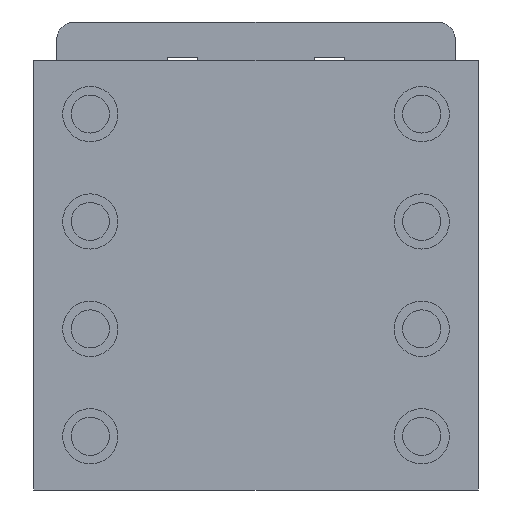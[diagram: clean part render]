
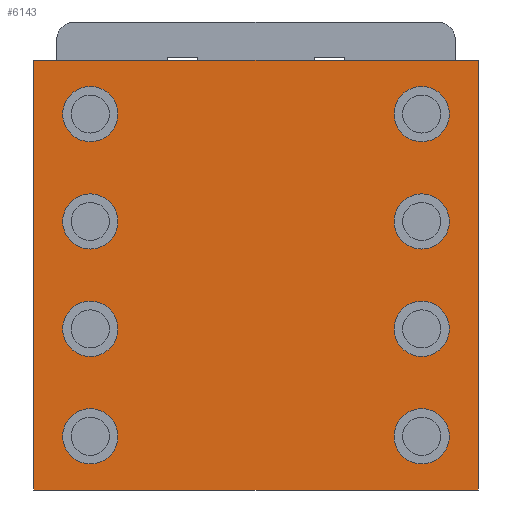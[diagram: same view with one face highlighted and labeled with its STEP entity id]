
A CAD part, front view. The second image highlights one B-rep face of the part: STEP entity #6143.
In plain terms, the highlighted planar face has unit normal (0, -1, 0).
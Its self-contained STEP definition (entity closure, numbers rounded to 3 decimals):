
#107=DIRECTION('',(1.,0.,0.));
#108=VECTOR('',#107,72.5);
#109=CARTESIAN_POINT('',(-38.673,-21.877,52.5));
#110=LINE('',#109,#108);
#917=DIRECTION('',(-1.,0.,0.));
#918=VECTOR('',#917,72.5);
#919=CARTESIAN_POINT('',(33.827,-21.877,-17.5));
#920=LINE('',#919,#918);
#973=DIRECTION('',(0.,0.,-1.));
#974=VECTOR('',#973,70.);
#975=CARTESIAN_POINT('',(33.827,-21.877,52.5));
#976=LINE('',#975,#974);
#1081=DIRECTION('',(0.,0.,-1.));
#1082=VECTOR('',#1081,70.);
#1083=CARTESIAN_POINT('',(-38.673,-21.877,52.5));
#1084=LINE('',#1083,#1082);
#1085=CARTESIAN_POINT('',(24.577,-21.877,-8.75));
#1086=DIRECTION('',(0.,1.,0.));
#1087=DIRECTION('',(-1.,0.,0.));
#1088=AXIS2_PLACEMENT_3D('',#1085,#1086,#1087);
#1090=CARTESIAN_POINT('',(24.577,-21.877,-8.75));
#1091=DIRECTION('',(0.,1.,0.));
#1092=DIRECTION('',(1.,0.,0.));
#1093=AXIS2_PLACEMENT_3D('',#1090,#1091,#1092);
#1095=CARTESIAN_POINT('',(-29.423,-21.877,-8.75));
#1096=DIRECTION('',(0.,1.,0.));
#1097=DIRECTION('',(-1.,0.,0.));
#1098=AXIS2_PLACEMENT_3D('',#1095,#1096,#1097);
#1100=CARTESIAN_POINT('',(-29.423,-21.877,-8.75));
#1101=DIRECTION('',(0.,1.,0.));
#1102=DIRECTION('',(1.,0.,0.));
#1103=AXIS2_PLACEMENT_3D('',#1100,#1101,#1102);
#1105=CARTESIAN_POINT('',(24.577,-21.877,43.75));
#1106=DIRECTION('',(0.,1.,0.));
#1107=DIRECTION('',(-1.,0.,0.));
#1108=AXIS2_PLACEMENT_3D('',#1105,#1106,#1107);
#1110=CARTESIAN_POINT('',(24.577,-21.877,43.75));
#1111=DIRECTION('',(0.,1.,0.));
#1112=DIRECTION('',(1.,0.,0.));
#1113=AXIS2_PLACEMENT_3D('',#1110,#1111,#1112);
#1115=CARTESIAN_POINT('',(-29.423,-21.877,43.75));
#1116=DIRECTION('',(0.,1.,0.));
#1117=DIRECTION('',(-1.,0.,0.));
#1118=AXIS2_PLACEMENT_3D('',#1115,#1116,#1117);
#1120=CARTESIAN_POINT('',(-29.423,-21.877,43.75));
#1121=DIRECTION('',(0.,1.,0.));
#1122=DIRECTION('',(1.,0.,0.));
#1123=AXIS2_PLACEMENT_3D('',#1120,#1121,#1122);
#1125=CARTESIAN_POINT('',(24.577,-21.877,26.25));
#1126=DIRECTION('',(0.,1.,0.));
#1127=DIRECTION('',(-1.,0.,0.));
#1128=AXIS2_PLACEMENT_3D('',#1125,#1126,#1127);
#1130=CARTESIAN_POINT('',(24.577,-21.877,26.25));
#1131=DIRECTION('',(0.,1.,0.));
#1132=DIRECTION('',(1.,0.,0.));
#1133=AXIS2_PLACEMENT_3D('',#1130,#1131,#1132);
#1135=CARTESIAN_POINT('',(-29.423,-21.877,26.25));
#1136=DIRECTION('',(0.,1.,0.));
#1137=DIRECTION('',(-1.,0.,0.));
#1138=AXIS2_PLACEMENT_3D('',#1135,#1136,#1137);
#1140=CARTESIAN_POINT('',(-29.423,-21.877,26.25));
#1141=DIRECTION('',(0.,1.,0.));
#1142=DIRECTION('',(1.,0.,0.));
#1143=AXIS2_PLACEMENT_3D('',#1140,#1141,#1142);
#1145=CARTESIAN_POINT('',(24.577,-21.877,8.75));
#1146=DIRECTION('',(0.,1.,0.));
#1147=DIRECTION('',(-1.,0.,0.));
#1148=AXIS2_PLACEMENT_3D('',#1145,#1146,#1147);
#1150=CARTESIAN_POINT('',(24.577,-21.877,8.75));
#1151=DIRECTION('',(0.,1.,0.));
#1152=DIRECTION('',(1.,0.,0.));
#1153=AXIS2_PLACEMENT_3D('',#1150,#1151,#1152);
#1155=CARTESIAN_POINT('',(-29.423,-21.877,8.75));
#1156=DIRECTION('',(0.,1.,0.));
#1157=DIRECTION('',(-1.,0.,0.));
#1158=AXIS2_PLACEMENT_3D('',#1155,#1156,#1157);
#1160=CARTESIAN_POINT('',(-29.423,-21.877,8.75));
#1161=DIRECTION('',(0.,1.,0.));
#1162=DIRECTION('',(1.,0.,0.));
#1163=AXIS2_PLACEMENT_3D('',#1160,#1161,#1162);
#4363=CARTESIAN_POINT('',(-38.673,-21.877,-17.5));
#4365=VERTEX_POINT('',#4363);
#4367=CARTESIAN_POINT('',(-38.673,-21.877,52.5));
#4368=VERTEX_POINT('',#4367);
#4371=CARTESIAN_POINT('',(33.827,-21.877,-17.5));
#4372=VERTEX_POINT('',#4371);
#4373=CARTESIAN_POINT('',(33.827,-21.877,52.5));
#4374=VERTEX_POINT('',#4373);
#4613=CARTESIAN_POINT('',(20.077,-21.877,-8.75));
#4615=VERTEX_POINT('',#4613);
#4619=CARTESIAN_POINT('',(29.077,-21.877,-8.75));
#4620=VERTEX_POINT('',#4619);
#4629=CARTESIAN_POINT('',(-33.923,-21.877,-8.75));
#4631=VERTEX_POINT('',#4629);
#4635=CARTESIAN_POINT('',(-24.923,-21.877,-8.75));
#4636=VERTEX_POINT('',#4635);
#4645=CARTESIAN_POINT('',(20.077,-21.877,43.75));
#4647=VERTEX_POINT('',#4645);
#4651=CARTESIAN_POINT('',(29.077,-21.877,43.75));
#4652=VERTEX_POINT('',#4651);
#4661=CARTESIAN_POINT('',(-33.923,-21.877,43.75));
#4663=VERTEX_POINT('',#4661);
#4667=CARTESIAN_POINT('',(-24.923,-21.877,43.75));
#4668=VERTEX_POINT('',#4667);
#4677=CARTESIAN_POINT('',(20.077,-21.877,26.25));
#4679=VERTEX_POINT('',#4677);
#4683=CARTESIAN_POINT('',(29.077,-21.877,26.25));
#4684=VERTEX_POINT('',#4683);
#4693=CARTESIAN_POINT('',(-33.923,-21.877,26.25));
#4695=VERTEX_POINT('',#4693);
#4699=CARTESIAN_POINT('',(-24.923,-21.877,26.25));
#4700=VERTEX_POINT('',#4699);
#4709=CARTESIAN_POINT('',(20.077,-21.877,8.75));
#4711=VERTEX_POINT('',#4709);
#4715=CARTESIAN_POINT('',(29.077,-21.877,8.75));
#4716=VERTEX_POINT('',#4715);
#4725=CARTESIAN_POINT('',(-33.923,-21.877,8.75));
#4727=VERTEX_POINT('',#4725);
#4731=CARTESIAN_POINT('',(-24.923,-21.877,8.75));
#4732=VERTEX_POINT('',#4731);
#6083=CARTESIAN_POINT('',(-2.423,-21.877,17.5));
#6084=DIRECTION('',(0.,1.,0.));
#6085=DIRECTION('',(1.,0.,0.));
#6086=AXIS2_PLACEMENT_3D('',#6083,#6084,#6085);
#6087=PLANE('',#6086);
#6088=ORIENTED_EDGE('',*,*,#5859,.T.);
#6090=ORIENTED_EDGE('',*,*,#6089,.F.);
#6091=ORIENTED_EDGE('',*,*,#4854,.T.);
#6092=ORIENTED_EDGE('',*,*,#6013,.T.);
#6093=EDGE_LOOP('',(#6088,#6090,#6091,#6092));
#6094=FACE_OUTER_BOUND('',#6093,.F.);
#6096=ORIENTED_EDGE('',*,*,#6095,.F.);
#6098=ORIENTED_EDGE('',*,*,#6097,.F.);
#6099=EDGE_LOOP('',(#6096,#6098));
#6100=FACE_BOUND('',#6099,.F.);
#6102=ORIENTED_EDGE('',*,*,#6101,.F.);
#6104=ORIENTED_EDGE('',*,*,#6103,.F.);
#6105=EDGE_LOOP('',(#6102,#6104));
#6106=FACE_BOUND('',#6105,.F.);
#6108=ORIENTED_EDGE('',*,*,#6107,.F.);
#6110=ORIENTED_EDGE('',*,*,#6109,.F.);
#6111=EDGE_LOOP('',(#6108,#6110));
#6112=FACE_BOUND('',#6111,.F.);
#6114=ORIENTED_EDGE('',*,*,#6113,.F.);
#6116=ORIENTED_EDGE('',*,*,#6115,.F.);
#6117=EDGE_LOOP('',(#6114,#6116));
#6118=FACE_BOUND('',#6117,.F.);
#6120=ORIENTED_EDGE('',*,*,#6119,.F.);
#6122=ORIENTED_EDGE('',*,*,#6121,.F.);
#6123=EDGE_LOOP('',(#6120,#6122));
#6124=FACE_BOUND('',#6123,.F.);
#6126=ORIENTED_EDGE('',*,*,#6125,.F.);
#6128=ORIENTED_EDGE('',*,*,#6127,.F.);
#6129=EDGE_LOOP('',(#6126,#6128));
#6130=FACE_BOUND('',#6129,.F.);
#6132=ORIENTED_EDGE('',*,*,#6131,.F.);
#6134=ORIENTED_EDGE('',*,*,#6133,.F.);
#6135=EDGE_LOOP('',(#6132,#6134));
#6136=FACE_BOUND('',#6135,.F.);
#6138=ORIENTED_EDGE('',*,*,#6137,.F.);
#6140=ORIENTED_EDGE('',*,*,#6139,.F.);
#6141=EDGE_LOOP('',(#6138,#6140));
#6142=FACE_BOUND('',#6141,.F.);
#1089=CIRCLE('',#1088,4.5);
#1094=CIRCLE('',#1093,4.5);
#1099=CIRCLE('',#1098,4.5);
#1104=CIRCLE('',#1103,4.5);
#1109=CIRCLE('',#1108,4.5);
#1114=CIRCLE('',#1113,4.5);
#1119=CIRCLE('',#1118,4.5);
#1124=CIRCLE('',#1123,4.5);
#1129=CIRCLE('',#1128,4.5);
#1134=CIRCLE('',#1133,4.5);
#1139=CIRCLE('',#1138,4.5);
#1144=CIRCLE('',#1143,4.5);
#1149=CIRCLE('',#1148,4.5);
#1154=CIRCLE('',#1153,4.5);
#1159=CIRCLE('',#1158,4.5);
#1164=CIRCLE('',#1163,4.5);
#4854=EDGE_CURVE('',#4368,#4374,#110,.T.);
#5859=EDGE_CURVE('',#4372,#4365,#920,.T.);
#6013=EDGE_CURVE('',#4374,#4372,#976,.T.);
#6089=EDGE_CURVE('',#4368,#4365,#1084,.T.);
#6095=EDGE_CURVE('',#4615,#4620,#1089,.T.);
#6097=EDGE_CURVE('',#4620,#4615,#1094,.T.);
#6101=EDGE_CURVE('',#4631,#4636,#1099,.T.);
#6103=EDGE_CURVE('',#4636,#4631,#1104,.T.);
#6107=EDGE_CURVE('',#4647,#4652,#1109,.T.);
#6109=EDGE_CURVE('',#4652,#4647,#1114,.T.);
#6113=EDGE_CURVE('',#4663,#4668,#1119,.T.);
#6115=EDGE_CURVE('',#4668,#4663,#1124,.T.);
#6119=EDGE_CURVE('',#4679,#4684,#1129,.T.);
#6121=EDGE_CURVE('',#4684,#4679,#1134,.T.);
#6125=EDGE_CURVE('',#4695,#4700,#1139,.T.);
#6127=EDGE_CURVE('',#4700,#4695,#1144,.T.);
#6131=EDGE_CURVE('',#4711,#4716,#1149,.T.);
#6133=EDGE_CURVE('',#4716,#4711,#1154,.T.);
#6137=EDGE_CURVE('',#4727,#4732,#1159,.T.);
#6139=EDGE_CURVE('',#4732,#4727,#1164,.T.);
#6143=ADVANCED_FACE('',(#6094,#6100,#6106,#6112,#6118,#6124,#6130,#6136,#6142),
#6087,.F.);
